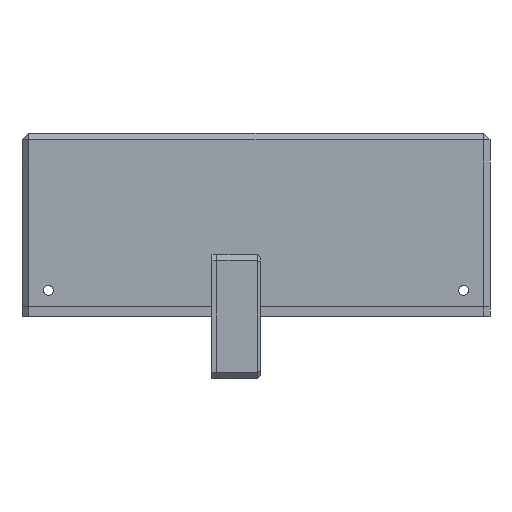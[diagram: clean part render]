
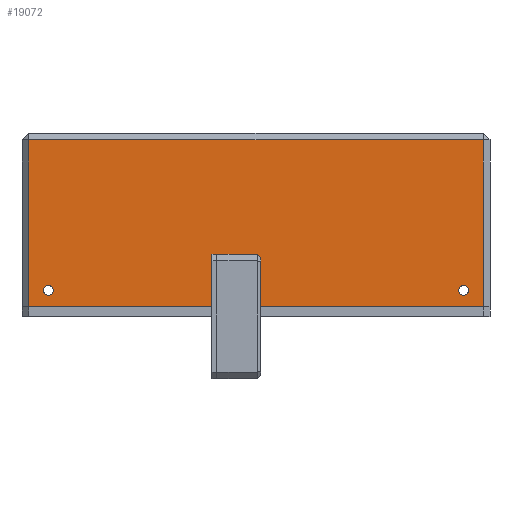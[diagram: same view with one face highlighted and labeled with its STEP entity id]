
A CAD part, left-side view. The second image highlights one B-rep face of the part: STEP entity #19072.
In plain terms, the highlighted planar face has unit normal (-1, 0, 0).
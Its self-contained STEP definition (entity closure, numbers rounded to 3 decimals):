
#18445 = PLANE('',#18446);
#18446 = AXIS2_PLACEMENT_3D('',#18447,#18448,#18449);
#18447 = CARTESIAN_POINT('',(120.,0.,3.));
#18448 = DIRECTION('',(0.,0.,1.));
#18449 = DIRECTION('',(1.,0.,0.));
#18470 = VERTEX_POINT('',#18471);
#18471 = CARTESIAN_POINT('',(63.95,69.55,3.));
#18485 = PLANE('',#18486);
#18486 = AXIS2_PLACEMENT_3D('',#18487,#18488,#18489);
#18487 = CARTESIAN_POINT('',(64.95,70.55,3.));
#18488 = DIRECTION('',(-0.707,0.707,0.));
#18489 = DIRECTION('',(-0.,-0.,-1.));
#18497 = EDGE_CURVE('',#18498,#18470,#18500,.T.);
#18498 = VERTEX_POINT('',#18499);
#18499 = CARTESIAN_POINT('',(63.95,-69.55,3.));
#18500 = SURFACE_CURVE('',#18501,(#18505,#18512),.PCURVE_S1.);
#18501 = LINE('',#18502,#18503);
#18502 = CARTESIAN_POINT('',(63.95,-71.55,3.));
#18503 = VECTOR('',#18504,1.);
#18504 = DIRECTION('',(0.,1.,0.));
#18505 = PCURVE('',#18445,#18506);
#18506 = DEFINITIONAL_REPRESENTATION('',(#18507),#18511);
#18507 = LINE('',#18508,#18509);
#18508 = CARTESIAN_POINT('',(-56.05,-71.55));
#18509 = VECTOR('',#18510,1.);
#18510 = DIRECTION('',(0.,1.));
#18511 = ( GEOMETRIC_REPRESENTATION_CONTEXT(2) 
PARAMETRIC_REPRESENTATION_CONTEXT() REPRESENTATION_CONTEXT('2D SPACE',''
  ) );
#18512 = PCURVE('',#18513,#18518);
#18513 = PLANE('',#18514);
#18514 = AXIS2_PLACEMENT_3D('',#18515,#18516,#18517);
#18515 = CARTESIAN_POINT('',(63.95,0.,29.5));
#18516 = DIRECTION('',(-1.,0.,0.));
#18517 = DIRECTION('',(0.,0.,-1.));
#18518 = DEFINITIONAL_REPRESENTATION('',(#18519),#18523);
#18519 = LINE('',#18520,#18521);
#18520 = CARTESIAN_POINT('',(26.5,71.55));
#18521 = VECTOR('',#18522,1.);
#18522 = DIRECTION('',(0.,-1.));
#18523 = ( GEOMETRIC_REPRESENTATION_CONTEXT(2) 
PARAMETRIC_REPRESENTATION_CONTEXT() REPRESENTATION_CONTEXT('2D SPACE',''
  ) );
#18541 = PLANE('',#18542);
#18542 = AXIS2_PLACEMENT_3D('',#18543,#18544,#18545);
#18543 = CARTESIAN_POINT('',(64.95,-70.55,3.));
#18544 = DIRECTION('',(-0.707,-0.707,0.));
#18545 = DIRECTION('',(0.,0.,1.));
#18971 = VERTEX_POINT('',#18972);
#18972 = CARTESIAN_POINT('',(63.95,69.55,54.));
#18998 = EDGE_CURVE('',#18470,#18971,#18999,.T.);
#18999 = SURFACE_CURVE('',#19000,(#19004,#19011),.PCURVE_S1.);
#19000 = LINE('',#19001,#19002);
#19001 = CARTESIAN_POINT('',(63.95,69.55,3.));
#19002 = VECTOR('',#19003,1.);
#19003 = DIRECTION('',(0.,0.,1.));
#19004 = PCURVE('',#18485,#19005);
#19005 = DEFINITIONAL_REPRESENTATION('',(#19006),#19010);
#19006 = LINE('',#19007,#19008);
#19007 = CARTESIAN_POINT('',(-0.,1.414));
#19008 = VECTOR('',#19009,1.);
#19009 = DIRECTION('',(-1.,0.));
#19010 = ( GEOMETRIC_REPRESENTATION_CONTEXT(2) 
PARAMETRIC_REPRESENTATION_CONTEXT() REPRESENTATION_CONTEXT('2D SPACE',''
  ) );
#19011 = PCURVE('',#18513,#19012);
#19012 = DEFINITIONAL_REPRESENTATION('',(#19013),#19017);
#19013 = LINE('',#19014,#19015);
#19014 = CARTESIAN_POINT('',(26.5,-69.55));
#19015 = VECTOR('',#19016,1.);
#19016 = DIRECTION('',(-1.,0.));
#19017 = ( GEOMETRIC_REPRESENTATION_CONTEXT(2) 
PARAMETRIC_REPRESENTATION_CONTEXT() REPRESENTATION_CONTEXT('2D SPACE',''
  ) );
#19072 = ADVANCED_FACE('',(#19073,#19126,#19157),#18513,.T.);
#19073 = FACE_BOUND('',#19074,.T.);
#19074 = EDGE_LOOP('',(#19075,#19076,#19099,#19125));
#19075 = ORIENTED_EDGE('',*,*,#18497,.F.);
#19076 = ORIENTED_EDGE('',*,*,#19077,.T.);
#19077 = EDGE_CURVE('',#18498,#19078,#19080,.T.);
#19078 = VERTEX_POINT('',#19079);
#19079 = CARTESIAN_POINT('',(63.95,-69.55,54.));
#19080 = SURFACE_CURVE('',#19081,(#19085,#19092),.PCURVE_S1.);
#19081 = LINE('',#19082,#19083);
#19082 = CARTESIAN_POINT('',(63.95,-69.55,3.));
#19083 = VECTOR('',#19084,1.);
#19084 = DIRECTION('',(0.,0.,1.));
#19085 = PCURVE('',#18513,#19086);
#19086 = DEFINITIONAL_REPRESENTATION('',(#19087),#19091);
#19087 = LINE('',#19088,#19089);
#19088 = CARTESIAN_POINT('',(26.5,69.55));
#19089 = VECTOR('',#19090,1.);
#19090 = DIRECTION('',(-1.,0.));
#19091 = ( GEOMETRIC_REPRESENTATION_CONTEXT(2) 
PARAMETRIC_REPRESENTATION_CONTEXT() REPRESENTATION_CONTEXT('2D SPACE',''
  ) );
#19092 = PCURVE('',#18541,#19093);
#19093 = DEFINITIONAL_REPRESENTATION('',(#19094),#19098);
#19094 = LINE('',#19095,#19096);
#19095 = CARTESIAN_POINT('',(0.,1.414));
#19096 = VECTOR('',#19097,1.);
#19097 = DIRECTION('',(1.,0.));
#19098 = ( GEOMETRIC_REPRESENTATION_CONTEXT(2) 
PARAMETRIC_REPRESENTATION_CONTEXT() REPRESENTATION_CONTEXT('2D SPACE',''
  ) );
#19099 = ORIENTED_EDGE('',*,*,#19100,.T.);
#19100 = EDGE_CURVE('',#19078,#18971,#19101,.T.);
#19101 = SURFACE_CURVE('',#19102,(#19106,#19113),.PCURVE_S1.);
#19102 = LINE('',#19103,#19104);
#19103 = CARTESIAN_POINT('',(63.95,-71.55,54.));
#19104 = VECTOR('',#19105,1.);
#19105 = DIRECTION('',(0.,1.,0.));
#19106 = PCURVE('',#18513,#19107);
#19107 = DEFINITIONAL_REPRESENTATION('',(#19108),#19112);
#19108 = LINE('',#19109,#19110);
#19109 = CARTESIAN_POINT('',(-24.5,71.55));
#19110 = VECTOR('',#19111,1.);
#19111 = DIRECTION('',(0.,-1.));
#19112 = ( GEOMETRIC_REPRESENTATION_CONTEXT(2) 
PARAMETRIC_REPRESENTATION_CONTEXT() REPRESENTATION_CONTEXT('2D SPACE',''
  ) );
#19113 = PCURVE('',#19114,#19119);
#19114 = PLANE('',#19115);
#19115 = AXIS2_PLACEMENT_3D('',#19116,#19117,#19118);
#19116 = CARTESIAN_POINT('',(64.95,-71.55,55.));
#19117 = DIRECTION('',(-0.707,0.,0.707));
#19118 = DIRECTION('',(0.,-1.,0.));
#19119 = DEFINITIONAL_REPRESENTATION('',(#19120),#19124);
#19120 = LINE('',#19121,#19122);
#19121 = CARTESIAN_POINT('',(-0.,-1.414));
#19122 = VECTOR('',#19123,1.);
#19123 = DIRECTION('',(-1.,0.));
#19124 = ( GEOMETRIC_REPRESENTATION_CONTEXT(2) 
PARAMETRIC_REPRESENTATION_CONTEXT() REPRESENTATION_CONTEXT('2D SPACE',''
  ) );
#19125 = ORIENTED_EDGE('',*,*,#18998,.F.);
#19126 = FACE_BOUND('',#19127,.T.);
#19127 = EDGE_LOOP('',(#19128));
#19128 = ORIENTED_EDGE('',*,*,#19129,.F.);
#19129 = EDGE_CURVE('',#19130,#19130,#19132,.T.);
#19130 = VERTEX_POINT('',#19131);
#19131 = CARTESIAN_POINT('',(63.95,62.,8.));
#19132 = SURFACE_CURVE('',#19133,(#19138,#19145),.PCURVE_S1.);
#19133 = CIRCLE('',#19134,1.5);
#19134 = AXIS2_PLACEMENT_3D('',#19135,#19136,#19137);
#19135 = CARTESIAN_POINT('',(63.95,63.5,8.));
#19136 = DIRECTION('',(-1.,0.,0.));
#19137 = DIRECTION('',(0.,-1.,0.));
#19138 = PCURVE('',#18513,#19139);
#19139 = DEFINITIONAL_REPRESENTATION('',(#19140),#19144);
#19140 = CIRCLE('',#19141,1.5);
#19141 = AXIS2_PLACEMENT_2D('',#19142,#19143);
#19142 = CARTESIAN_POINT('',(21.5,-63.5));
#19143 = DIRECTION('',(-0.,1.));
#19144 = ( GEOMETRIC_REPRESENTATION_CONTEXT(2) 
PARAMETRIC_REPRESENTATION_CONTEXT() REPRESENTATION_CONTEXT('2D SPACE',''
  ) );
#19145 = PCURVE('',#19146,#19151);
#19146 = CYLINDRICAL_SURFACE('',#19147,1.5);
#19147 = AXIS2_PLACEMENT_3D('',#19148,#19149,#19150);
#19148 = CARTESIAN_POINT('',(63.95,63.5,8.));
#19149 = DIRECTION('',(-1.,0.,0.));
#19150 = DIRECTION('',(0.,-1.,0.));
#19151 = DEFINITIONAL_REPRESENTATION('',(#19152),#19156);
#19152 = LINE('',#19153,#19154);
#19153 = CARTESIAN_POINT('',(0.,0.));
#19154 = VECTOR('',#19155,1.);
#19155 = DIRECTION('',(1.,0.));
#19156 = ( GEOMETRIC_REPRESENTATION_CONTEXT(2) 
PARAMETRIC_REPRESENTATION_CONTEXT() REPRESENTATION_CONTEXT('2D SPACE',''
  ) );
#19157 = FACE_BOUND('',#19158,.T.);
#19158 = EDGE_LOOP('',(#19159));
#19159 = ORIENTED_EDGE('',*,*,#19160,.F.);
#19160 = EDGE_CURVE('',#19161,#19161,#19163,.T.);
#19161 = VERTEX_POINT('',#19162);
#19162 = CARTESIAN_POINT('',(63.95,-65.,8.));
#19163 = SURFACE_CURVE('',#19164,(#19169,#19176),.PCURVE_S1.);
#19164 = CIRCLE('',#19165,1.5);
#19165 = AXIS2_PLACEMENT_3D('',#19166,#19167,#19168);
#19166 = CARTESIAN_POINT('',(63.95,-63.5,8.));
#19167 = DIRECTION('',(-1.,0.,0.));
#19168 = DIRECTION('',(0.,-1.,0.));
#19169 = PCURVE('',#18513,#19170);
#19170 = DEFINITIONAL_REPRESENTATION('',(#19171),#19175);
#19171 = CIRCLE('',#19172,1.5);
#19172 = AXIS2_PLACEMENT_2D('',#19173,#19174);
#19173 = CARTESIAN_POINT('',(21.5,63.5));
#19174 = DIRECTION('',(-0.,1.));
#19175 = ( GEOMETRIC_REPRESENTATION_CONTEXT(2) 
PARAMETRIC_REPRESENTATION_CONTEXT() REPRESENTATION_CONTEXT('2D SPACE',''
  ) );
#19176 = PCURVE('',#19177,#19182);
#19177 = CYLINDRICAL_SURFACE('',#19178,1.5);
#19178 = AXIS2_PLACEMENT_3D('',#19179,#19180,#19181);
#19179 = CARTESIAN_POINT('',(63.95,-63.5,8.));
#19180 = DIRECTION('',(-1.,0.,0.));
#19181 = DIRECTION('',(0.,-1.,0.));
#19182 = DEFINITIONAL_REPRESENTATION('',(#19183),#19187);
#19183 = LINE('',#19184,#19185);
#19184 = CARTESIAN_POINT('',(0.,0.));
#19185 = VECTOR('',#19186,1.);
#19186 = DIRECTION('',(1.,0.));
#19187 = ( GEOMETRIC_REPRESENTATION_CONTEXT(2) 
PARAMETRIC_REPRESENTATION_CONTEXT() REPRESENTATION_CONTEXT('2D SPACE',''
  ) );
